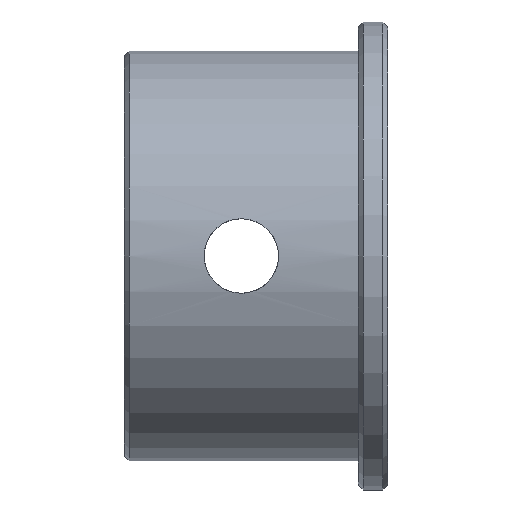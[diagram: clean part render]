
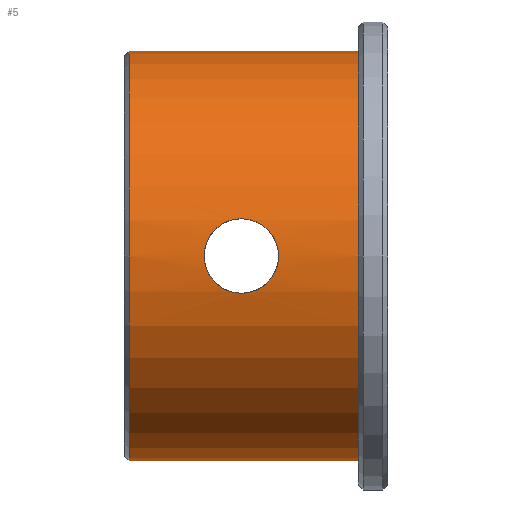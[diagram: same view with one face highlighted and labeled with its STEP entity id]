
A CAD part, front view. The second image highlights one B-rep face of the part: STEP entity #5.
In plain terms, the highlighted cylindrical face has radius 11.113 mm (diameter 22.225 mm), a partial arc.
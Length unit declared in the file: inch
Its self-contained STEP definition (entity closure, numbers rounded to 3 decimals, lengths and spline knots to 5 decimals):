
#2 = CARTESIAN_POINT ( 'NONE',  ( 0.25, 0., 0. ) ) ;
#5 = ADVANCED_FACE ( 'NONE', ( #6, #843 ), #81, .T. ) ;
#6 = FACE_OUTER_BOUND ( 'NONE', #770, .T. ) ;
#12 = CARTESIAN_POINT ( 'NONE',  ( -0.05251, -0.43339, -0.05991 ) ) ;
#15 = CARTESIAN_POINT ( 'NONE',  ( -0.07141, -0.4361, -0.03534 ) ) ;
#19 = CARTESIAN_POINT ( 'NONE',  ( -0.07697, -0.43705, 0.02056 ) ) ;
#20 = VERTEX_POINT ( 'NONE', #85 ) ;
#26 = CARTESIAN_POINT ( 'NONE',  ( -0.01046, -0.43031, 0.07898 ) ) ;
#30 = CARTESIAN_POINT ( 'NONE',  ( -0.07742, -0.43711, -0.02088 ) ) ;
#35 = CARTESIAN_POINT ( 'NONE',  ( 0.25, 0., 0.4375 ) ) ;
#39 = CARTESIAN_POINT ( 'NONE',  ( 0., -0.43022, 0.0795 ) ) ;
#56 = CARTESIAN_POINT ( 'NONE',  ( 0.25, 0., -0.4375 ) ) ;
#65 = CARTESIAN_POINT ( 'NONE',  ( 0.03525, -0.43163, -0.07145 ) ) ;
#81 = CYLINDRICAL_SURFACE ( 'NONE', #308, 0.4375 ) ;
#85 = CARTESIAN_POINT ( 'NONE',  ( 0., -0.43022, 0.0795 ) ) ;
#94 = EDGE_CURVE ( 'NONE', #728, #254, #397, .T. ) ;
#103 = CARTESIAN_POINT ( 'NONE',  ( -0.04894, -0.43293, 0.0635 ) ) ;
#117 = VERTEX_POINT ( 'NONE', #479 ) ;
#118 = CARTESIAN_POINT ( 'NONE',  ( 0.01044, -0.43031, 0.07898 ) ) ;
#119 = ORIENTED_EDGE ( 'NONE', *, *, #749, .F. ) ;
#128 = CARTESIAN_POINT ( 'NONE',  ( 0.0774, -0.43711, 0.0209 ) ) ;
#155 = DIRECTION ( 'NONE',  ( 0., 0., 1. ) ) ;
#181 = VERTEX_POINT ( 'NONE', #270 ) ;
#186 = CARTESIAN_POINT ( 'NONE',  ( -0.24, 0., 0. ) ) ;
#187 = B_SPLINE_CURVE_WITH_KNOTS ( 'NONE', 3,
 ( #39, #353, #118, #640, #949, #873, #427, #498, #891, #887, #729, #128, #219, #444, #516, #362, #515, #438, #737, #439, #297, #811, #583, #653, #65, #374, #435, #295, #960, #283 ),
 .UNSPECIFIED., .F., .F.,
 ( 4, 2, 2, 2, 2, 2, 2, 2, 2, 2, 2, 2, 2, 2, 4 ),
 ( 0., 0.0004, 0.00079, 0.00119, 0.00158, 0.00237, 0.00316, 0.00356, 0.00395, 0.00435, 0.00474, 0.00514, 0.00554, 0.00593, 0.00633 ),
 .UNSPECIFIED. ) ;
#208 = VERTEX_POINT ( 'NONE', #428 ) ;
#211 = AXIS2_PLACEMENT_3D ( 'NONE', #186, #403, #624 ) ;
#219 = CARTESIAN_POINT ( 'NONE',  ( 0.0795, -0.4375, 0.01043 ) ) ;
#224 = ORIENTED_EDGE ( 'NONE', *, *, #926, .F. ) ;
#235 = CARTESIAN_POINT ( 'NONE',  ( -0.03986, -0.43204, -0.06898 ) ) ;
#239 = ORIENTED_EDGE ( 'NONE', *, *, #888, .T. ) ;
#244 = CARTESIAN_POINT ( 'NONE',  ( 0., -0.43022, -0.0795 ) ) ;
#248 = CARTESIAN_POINT ( 'NONE',  ( -0.07146, -0.43611, 0.03523 ) ) ;
#254 = VERTEX_POINT ( 'NONE', #952 ) ;
#255 = CARTESIAN_POINT ( 'NONE',  ( -0.0599, -0.43435, 0.05252 ) ) ;
#260 = CARTESIAN_POINT ( 'NONE',  ( 0.25, 0., 0. ) ) ;
#266 = ORIENTED_EDGE ( 'NONE', *, *, #94, .T. ) ;
#270 = CARTESIAN_POINT ( 'NONE',  ( 0.25, 0., 0.4375 ) ) ;
#283 = CARTESIAN_POINT ( 'NONE',  ( 0., -0.43022, -0.0795 ) ) ;
#294 = AXIS2_PLACEMENT_3D ( 'NONE', #260, #854, #326 ) ;
#295 = CARTESIAN_POINT ( 'NONE',  ( 0.01047, -0.43031, -0.07898 ) ) ;
#297 = CARTESIAN_POINT ( 'NONE',  ( 0.05991, -0.43435, -0.05252 ) ) ;
#308 = AXIS2_PLACEMENT_3D ( 'NONE', #2, #531, #155 ) ;
#312 = CARTESIAN_POINT ( 'NONE',  ( -0.01039, -0.43022, -0.0795 ) ) ;
#315 = ORIENTED_EDGE ( 'NONE', *, *, #855, .T. ) ;
#316 = CARTESIAN_POINT ( 'NONE',  ( -0.0632, -0.43482, -0.04851 ) ) ;
#326 = DIRECTION ( 'NONE',  ( 0., 0., -1. ) ) ;
#339 = CARTESIAN_POINT ( 'NONE',  ( -0.0795, -0.4375, 0.00521 ) ) ;
#353 = CARTESIAN_POINT ( 'NONE',  ( 0.00526, -0.43022, 0.0795 ) ) ;
#362 = CARTESIAN_POINT ( 'NONE',  ( 0.07695, -0.43704, -0.02065 ) ) ;
#374 = CARTESIAN_POINT ( 'NONE',  ( 0.02564, -0.43095, -0.07543 ) ) ;
#377 = EDGE_LOOP ( 'NONE', ( #239, #874 ) ) ;
#381 = LINE ( 'NONE', #56, #607 ) ;
#397 = CIRCLE ( 'NONE', #211, 0.4375 ) ;
#403 = DIRECTION ( 'NONE',  ( 1., 0., 0. ) ) ;
#406 = CARTESIAN_POINT ( 'NONE',  ( 0., -0.43022, 0.0795 ) ) ;
#417 = CARTESIAN_POINT ( 'NONE',  ( -0.00526, -0.43022, 0.0795 ) ) ;
#427 = CARTESIAN_POINT ( 'NONE',  ( 0.03986, -0.43204, 0.06898 ) ) ;
#428 = CARTESIAN_POINT ( 'NONE',  ( 0., -0.43022, -0.0795 ) ) ;
#435 = CARTESIAN_POINT ( 'NONE',  ( 0.02068, -0.43068, -0.07694 ) ) ;
#438 = CARTESIAN_POINT ( 'NONE',  ( 0.07145, -0.4361, -0.03525 ) ) ;
#439 = CARTESIAN_POINT ( 'NONE',  ( 0.06321, -0.43483, -0.04849 ) ) ;
#444 = CARTESIAN_POINT ( 'NONE',  ( 0.0795, -0.4375, -0.00517 ) ) ;
#479 = CARTESIAN_POINT ( 'NONE',  ( 0.25, 0., -0.4375 ) ) ;
#498 = CARTESIAN_POINT ( 'NONE',  ( 0.04849, -0.43292, 0.06321 ) ) ;
#515 = CARTESIAN_POINT ( 'NONE',  ( 0.07544, -0.43678, -0.02561 ) ) ;
#516 = CARTESIAN_POINT ( 'NONE',  ( 0.07898, -0.43741, -0.01045 ) ) ;
#531 = DIRECTION ( 'NONE',  ( -1., 0., 0. ) ) ;
#547 = VECTOR ( 'NONE', #571, 39.37008 ) ;
#559 = CARTESIAN_POINT ( 'NONE',  ( -0.07899, -0.43741, 0.01038 ) ) ;
#571 = DIRECTION ( 'NONE',  ( -1., 0., 0. ) ) ;
#583 = CARTESIAN_POINT ( 'NONE',  ( 0.04851, -0.43292, -0.0632 ) ) ;
#607 = VECTOR ( 'NONE', #732, 39.37008 ) ;
#624 = DIRECTION ( 'NONE',  ( 0., 0., -1. ) ) ;
#629 = B_SPLINE_CURVE_WITH_KNOTS ( 'NONE', 3,
 ( #244, #312, #825, #682, #235, #753, #12, #757, #316, #830, #15, #30, #847, #339, #559, #19, #841, #248, #859, #762, #255, #103, #766, #702, #769, #26, #417, #406 ),
 .UNSPECIFIED., .F., .F.,
 ( 4, 2, 2, 2, 2, 2, 2, 2, 2, 2, 2, 2, 2, 4 ),
 ( 0.00633, 0.00712, 0.00751, 0.00791, 0.0083, 0.0087, 0.00949, 0.00988, 0.01028, 0.01067, 0.01107, 0.01186, 0.01226, 0.01265 ),
 .UNSPECIFIED. ) ;
#640 = CARTESIAN_POINT ( 'NONE',  ( 0.02062, -0.43068, 0.07696 ) ) ;
#653 = CARTESIAN_POINT ( 'NONE',  ( 0.03991, -0.43204, -0.06895 ) ) ;
#666 = EDGE_CURVE ( 'NONE', #208, #20, #629, .T. ) ;
#682 = CARTESIAN_POINT ( 'NONE',  ( -0.03522, -0.43163, -0.07146 ) ) ;
#702 = CARTESIAN_POINT ( 'NONE',  ( -0.02576, -0.43096, 0.07539 ) ) ;
#728 = VERTEX_POINT ( 'NONE', #851 ) ;
#729 = CARTESIAN_POINT ( 'NONE',  ( 0.06946, -0.43577, 0.04003 ) ) ;
#732 = DIRECTION ( 'NONE',  ( -1., 0., 0. ) ) ;
#737 = CARTESIAN_POINT ( 'NONE',  ( 0.06896, -0.4357, -0.03989 ) ) ;
#749 = EDGE_CURVE ( 'NONE', #181, #117, #790, .T. ) ;
#753 = CARTESIAN_POINT ( 'NONE',  ( -0.04852, -0.43292, -0.06319 ) ) ;
#757 = CARTESIAN_POINT ( 'NONE',  ( -0.05985, -0.43434, -0.05259 ) ) ;
#762 = CARTESIAN_POINT ( 'NONE',  ( -0.06325, -0.43483, 0.04845 ) ) ;
#766 = CARTESIAN_POINT ( 'NONE',  ( -0.0401, -0.43198, 0.06942 ) ) ;
#769 = CARTESIAN_POINT ( 'NONE',  ( -0.02072, -0.43068, 0.07693 ) ) ;
#770 = EDGE_LOOP ( 'NONE', ( #224, #119, #315, #266 ) ) ;
#790 = CIRCLE ( 'NONE', #294, 0.4375 ) ;
#811 = CARTESIAN_POINT ( 'NONE',  ( 0.05251, -0.43339, -0.05992 ) ) ;
#825 = CARTESIAN_POINT ( 'NONE',  ( -0.02087, -0.43062, -0.07741 ) ) ;
#830 = CARTESIAN_POINT ( 'NONE',  ( -0.06896, -0.4357, -0.0399 ) ) ;
#841 = CARTESIAN_POINT ( 'NONE',  ( -0.07544, -0.43678, 0.02562 ) ) ;
#843 = FACE_BOUND ( 'NONE', #377, .T. ) ;
#847 = CARTESIAN_POINT ( 'NONE',  ( -0.07949, -0.4375, -0.01055 ) ) ;
#851 = CARTESIAN_POINT ( 'NONE',  ( -0.24, 0., 0.4375 ) ) ;
#854 = DIRECTION ( 'NONE',  ( 1., 0., 0. ) ) ;
#855 = EDGE_CURVE ( 'NONE', #181, #728, #889, .T. ) ;
#859 = CARTESIAN_POINT ( 'NONE',  ( -0.06902, -0.43571, 0.0398 ) ) ;
#873 = CARTESIAN_POINT ( 'NONE',  ( 0.03529, -0.43163, 0.07143 ) ) ;
#874 = ORIENTED_EDGE ( 'NONE', *, *, #666, .T. ) ;
#887 = CARTESIAN_POINT ( 'NONE',  ( 0.06354, -0.43482, 0.04888 ) ) ;
#888 = EDGE_CURVE ( 'NONE', #20, #208, #187, .T. ) ;
#889 = LINE ( 'NONE', #35, #547 ) ;
#891 = CARTESIAN_POINT ( 'NONE',  ( 0.05257, -0.4334, 0.05986 ) ) ;
#926 = EDGE_CURVE ( 'NONE', #117, #254, #381, .T. ) ;
#949 = CARTESIAN_POINT ( 'NONE',  ( 0.02567, -0.43095, 0.07542 ) ) ;
#952 = CARTESIAN_POINT ( 'NONE',  ( -0.24, 0., -0.4375 ) ) ;
#960 = CARTESIAN_POINT ( 'NONE',  ( 0.00519, -0.43022, -0.0795 ) ) ;
